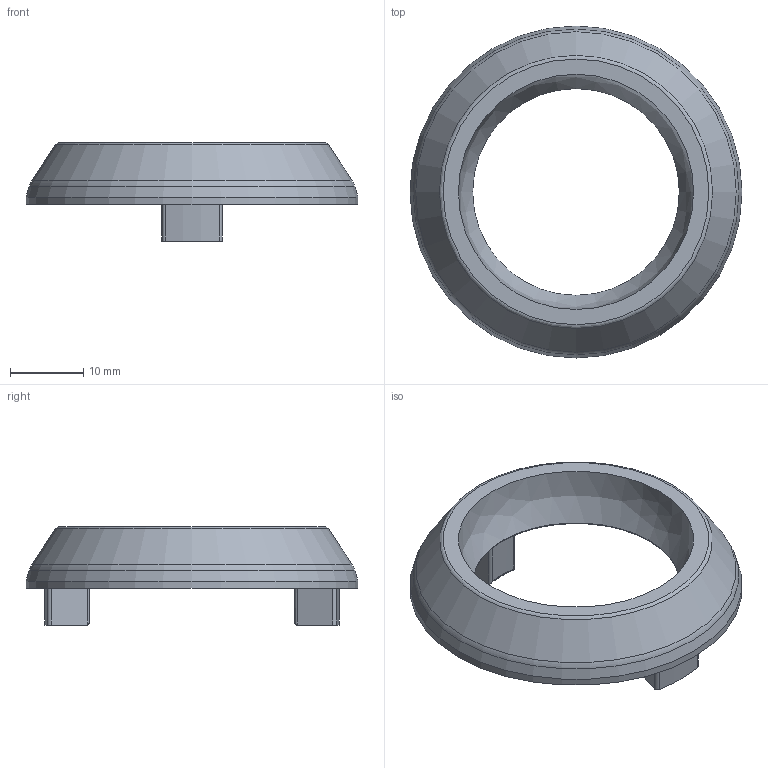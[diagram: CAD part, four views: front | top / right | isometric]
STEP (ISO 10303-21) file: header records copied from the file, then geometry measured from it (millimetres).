
FILE_DESCRIPTION(/* description */ (''),/* implementation_level */ '2;1');
FILE_NAME(/* name */ 'levels-trackball-cap.step',/* time_stamp */ '2025-09-18T22:11:19-05:00',/* author */ (''),/* organization */ (''),/* preprocessor_version */ 'ST-DEVELOPER v20.1',/* originating_system */ 'Autodesk Translation Framework v14.17.0.0',/* authorisation */ '');
FILE_SCHEMA (('AUTOMOTIVE_DESIGN { 1 0 10303 214 3 1 1 }'));
Length unit declared in the file: millimetre
Products named in the file (3): LevelsGrande; Carrier; Bearing
Assembly tree (2 placements, depth 3):
  LevelsGrande
    Carrier
      Bearing
Bounding box: 45.3 x 45.3 x 13.4 mm (x, y, z)
Volume: 4993.7 mm3; surface area: 3799.1 mm2
Topology: 1 solids, 1 shells, 50 faces, 107 edges, 69 vertices
Faces by surface type: cylinder 19, plane 17, torus 7, bspline 4, cone 3
Full cylindrical faces by diameter (mm): 3 x3, 3.2 x1, 45.3 x1
Entity records: 1700 total; most frequent: CARTESIAN_POINT 470, DIRECTION 264, ORIENTED_EDGE 214, AXIS2_PLACEMENT_3D 114, EDGE_CURVE 107, VERTEX_POINT 69, CIRCLE 63, EDGE_LOOP 62
